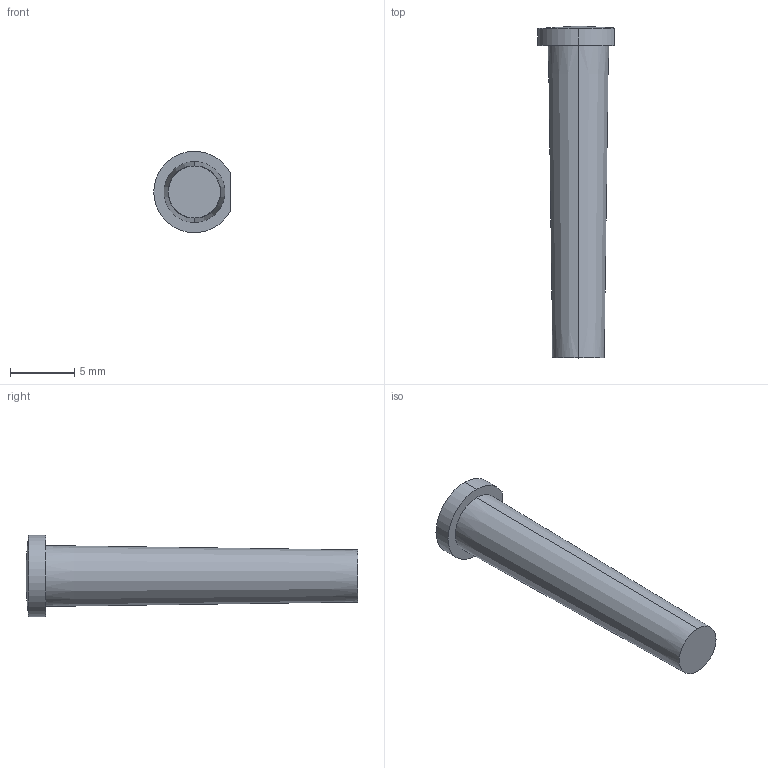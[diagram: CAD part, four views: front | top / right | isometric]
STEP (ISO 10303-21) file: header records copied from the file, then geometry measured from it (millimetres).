
FILE_DESCRIPTION (( 'STEP AP203' ), '1' );
FILE_NAME ('7611D2-L.STEP', '2016-06-29T22:03:59', ( '' ), ( '' ), 'SwSTEP 2.0', 'SolidWorks 2014', '' );
FILE_SCHEMA (( 'CONFIG_CONTROL_DESIGN' ));
Length unit declared in the file: inch
Products named in the file (1): 7611D2-L
Bounding box: 5.97 x 25.91 x 6.35 mm (x, y, z)
Volume: 416.7 mm3; surface area: 421.1 mm2
Topology: 1 solids, 1 shells, 10 faces, 20 edges, 13 vertices
Faces by surface type: cylinder 3, plane 3, cone 2, sphere 2
Entity records: 348 total; most frequent: DIRECTION 55, CARTESIAN_POINT 44, ORIENTED_EDGE 40, AXIS2_PLACEMENT_3D 24, EDGE_CURVE 20, VERTEX_POINT 13, CIRCLE 13, EDGE_LOOP 11
